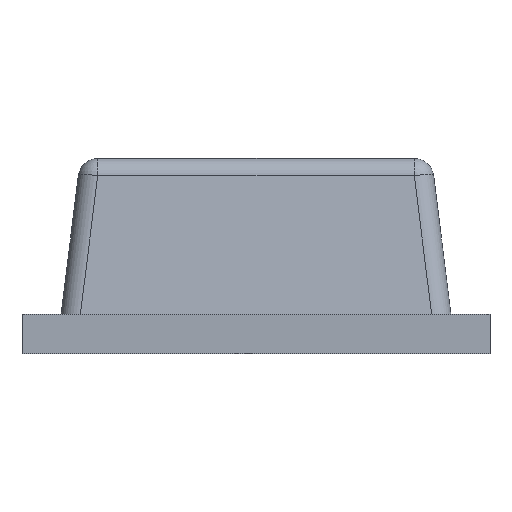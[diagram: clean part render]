
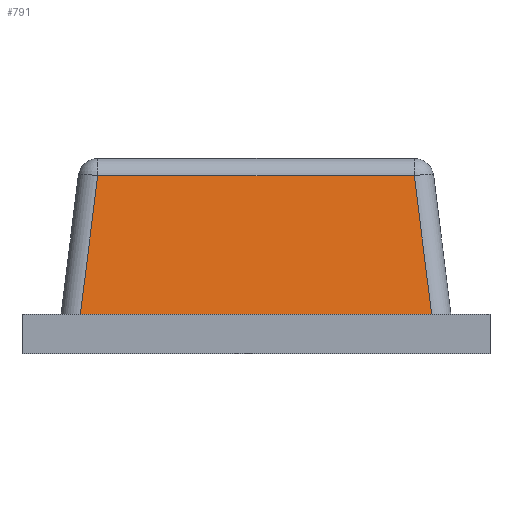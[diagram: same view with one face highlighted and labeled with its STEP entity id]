
A CAD part, front view. The second image highlights one B-rep face of the part: STEP entity #791.
In plain terms, the highlighted planar face has unit normal (0, -0.992, 0.124).
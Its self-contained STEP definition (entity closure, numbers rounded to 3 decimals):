
#126 = PLANE('',#127);
#127 = AXIS2_PLACEMENT_3D('',#128,#129,#130);
#128 = CARTESIAN_POINT('',(13.05,1.62,0.));
#129 = DIRECTION('',(0.,0.,1.));
#130 = DIRECTION('',(1.,0.,0.));
#268 = VERTEX_POINT('',#269);
#269 = CARTESIAN_POINT('',(14.546,2.62,0.));
#284 = CYLINDRICAL_SURFACE('',#285,0.5);
#285 = AXIS2_PLACEMENT_3D('',#286,#287,#288);
#286 = CARTESIAN_POINT('',(14.539,3.109,
    -0.122));
#287 = DIRECTION('',(0.123,0.123,0.985));
#288 = DIRECTION('',(-0.992,0.,0.124));
#453 = VERTEX_POINT('',#454);
#454 = CARTESIAN_POINT('',(23.554,2.62,0.));
#473 = CYLINDRICAL_SURFACE('',#474,0.5);
#474 = AXIS2_PLACEMENT_3D('',#475,#476,#477);
#475 = CARTESIAN_POINT('',(23.561,3.109,
    -0.122));
#476 = DIRECTION('',(-0.123,0.123,0.985));
#477 = DIRECTION('',(0.992,0.,0.124));
#487 = EDGE_CURVE('',#268,#453,#488,.T.);
#488 = SURFACE_CURVE('',#489,(#493,#500),.PCURVE_S1.);
#489 = LINE('',#490,#491);
#490 = CARTESIAN_POINT('',(14.05,2.62,0.));
#491 = VECTOR('',#492,1.);
#492 = DIRECTION('',(1.,0.,0.));
#493 = PCURVE('',#126,#494);
#494 = DEFINITIONAL_REPRESENTATION('',(#495),#499);
#495 = LINE('',#496,#497);
#496 = CARTESIAN_POINT('',(1.,1.));
#497 = VECTOR('',#498,1.);
#498 = DIRECTION('',(1.,0.));
#499 = ( GEOMETRIC_REPRESENTATION_CONTEXT(2) 
PARAMETRIC_REPRESENTATION_CONTEXT() REPRESENTATION_CONTEXT('2D SPACE',''
  ) );
#500 = PCURVE('',#501,#506);
#501 = PLANE('',#502);
#502 = AXIS2_PLACEMENT_3D('',#503,#504,#505);
#503 = CARTESIAN_POINT('',(19.05,2.62,0.));
#504 = DIRECTION('',(0.,-0.992,0.124)
  );
#505 = DIRECTION('',(0.,0.124,0.992));
#506 = DEFINITIONAL_REPRESENTATION('',(#507),#511);
#507 = LINE('',#508,#509);
#508 = CARTESIAN_POINT('',(0.,5.));
#509 = VECTOR('',#510,1.);
#510 = DIRECTION('',(0.,-1.));
#511 = ( GEOMETRIC_REPRESENTATION_CONTEXT(2) 
PARAMETRIC_REPRESENTATION_CONTEXT() REPRESENTATION_CONTEXT('2D SPACE',''
  ) );
#714 = EDGE_CURVE('',#268,#715,#717,.T.);
#715 = VERTEX_POINT('',#716);
#716 = CARTESIAN_POINT('',(14.991,3.065,3.562
    ));
#717 = SURFACE_CURVE('',#718,(#722,#729),.PCURVE_S1.);
#718 = LINE('',#719,#720);
#719 = CARTESIAN_POINT('',(14.539,2.612,
    -0.06));
#720 = VECTOR('',#721,1.);
#721 = DIRECTION('',(0.123,0.123,0.985));
#722 = PCURVE('',#284,#723);
#723 = DEFINITIONAL_REPRESENTATION('',(#724),#728);
#724 = LINE('',#725,#726);
#725 = CARTESIAN_POINT('',(1.555,0.));
#726 = VECTOR('',#727,1.);
#727 = DIRECTION('',(0.,1.));
#728 = ( GEOMETRIC_REPRESENTATION_CONTEXT(2) 
PARAMETRIC_REPRESENTATION_CONTEXT() REPRESENTATION_CONTEXT('2D SPACE',''
  ) );
#729 = PCURVE('',#501,#730);
#730 = DEFINITIONAL_REPRESENTATION('',(#731),#735);
#731 = LINE('',#732,#733);
#732 = CARTESIAN_POINT('',(-0.061,4.511));
#733 = VECTOR('',#734,1.);
#734 = DIRECTION('',(0.992,-0.123));
#735 = ( GEOMETRIC_REPRESENTATION_CONTEXT(2) 
PARAMETRIC_REPRESENTATION_CONTEXT() REPRESENTATION_CONTEXT('2D SPACE',''
  ) );
#791 = ADVANCED_FACE('',(#792),#501,.T.);
#792 = FACE_BOUND('',#793,.T.);
#793 = EDGE_LOOP('',(#794,#795,#818,#844));
#794 = ORIENTED_EDGE('',*,*,#487,.T.);
#795 = ORIENTED_EDGE('',*,*,#796,.T.);
#796 = EDGE_CURVE('',#453,#797,#799,.T.);
#797 = VERTEX_POINT('',#798);
#798 = CARTESIAN_POINT('',(23.109,3.065,3.562
    ));
#799 = SURFACE_CURVE('',#800,(#804,#811),.PCURVE_S1.);
#800 = LINE('',#801,#802);
#801 = CARTESIAN_POINT('',(23.561,2.612,
    -0.06));
#802 = VECTOR('',#803,1.);
#803 = DIRECTION('',(-0.123,0.123,0.985));
#804 = PCURVE('',#501,#805);
#805 = DEFINITIONAL_REPRESENTATION('',(#806),#810);
#806 = LINE('',#807,#808);
#807 = CARTESIAN_POINT('',(-0.061,-4.511));
#808 = VECTOR('',#809,1.);
#809 = DIRECTION('',(0.992,0.123));
#810 = ( GEOMETRIC_REPRESENTATION_CONTEXT(2) 
PARAMETRIC_REPRESENTATION_CONTEXT() REPRESENTATION_CONTEXT('2D SPACE',''
  ) );
#811 = PCURVE('',#473,#812);
#812 = DEFINITIONAL_REPRESENTATION('',(#813),#817);
#813 = LINE('',#814,#815);
#814 = CARTESIAN_POINT('',(-1.555,0.));
#815 = VECTOR('',#816,1.);
#816 = DIRECTION('',(-0.,1.));
#817 = ( GEOMETRIC_REPRESENTATION_CONTEXT(2) 
PARAMETRIC_REPRESENTATION_CONTEXT() REPRESENTATION_CONTEXT('2D SPACE',''
  ) );
#818 = ORIENTED_EDGE('',*,*,#819,.F.);
#819 = EDGE_CURVE('',#715,#797,#820,.T.);
#820 = SURFACE_CURVE('',#821,(#825,#832),.PCURVE_S1.);
#821 = LINE('',#822,#823);
#822 = CARTESIAN_POINT('',(14.55,3.065,3.562));
#823 = VECTOR('',#824,1.);
#824 = DIRECTION('',(1.,0.,0.));
#825 = PCURVE('',#501,#826);
#826 = DEFINITIONAL_REPRESENTATION('',(#827),#831);
#827 = LINE('',#828,#829);
#828 = CARTESIAN_POINT('',(3.59,4.5));
#829 = VECTOR('',#830,1.);
#830 = DIRECTION('',(0.,-1.));
#831 = ( GEOMETRIC_REPRESENTATION_CONTEXT(2) 
PARAMETRIC_REPRESENTATION_CONTEXT() REPRESENTATION_CONTEXT('2D SPACE',''
  ) );
#832 = PCURVE('',#833,#838);
#833 = CYLINDRICAL_SURFACE('',#834,0.5);
#834 = AXIS2_PLACEMENT_3D('',#835,#836,#837);
#835 = CARTESIAN_POINT('',(14.55,3.561,3.5));
#836 = DIRECTION('',(1.,0.,0.));
#837 = DIRECTION('',(0.,-0.992,0.124)
  );
#838 = DEFINITIONAL_REPRESENTATION('',(#839),#843);
#839 = LINE('',#840,#841);
#840 = CARTESIAN_POINT('',(-0.,0.));
#841 = VECTOR('',#842,1.);
#842 = DIRECTION('',(-0.,1.));
#843 = ( GEOMETRIC_REPRESENTATION_CONTEXT(2) 
PARAMETRIC_REPRESENTATION_CONTEXT() REPRESENTATION_CONTEXT('2D SPACE',''
  ) );
#844 = ORIENTED_EDGE('',*,*,#714,.F.);
